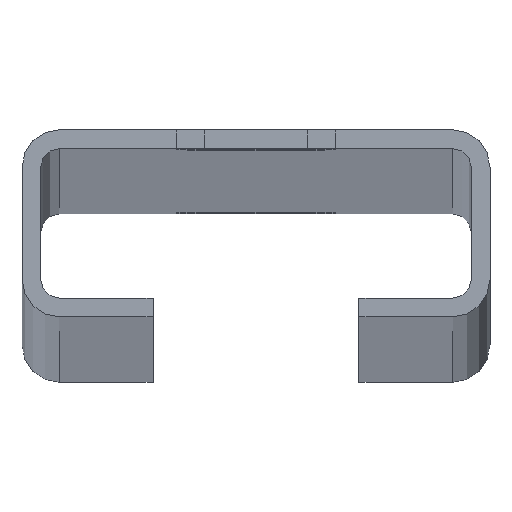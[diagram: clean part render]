
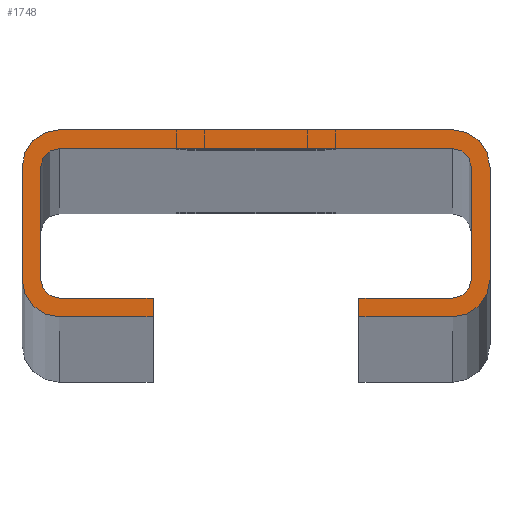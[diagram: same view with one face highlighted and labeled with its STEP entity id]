
A CAD part, top view. The second image highlights one B-rep face of the part: STEP entity #1748.
In plain terms, the highlighted planar face has unit normal (0, 0, 1).
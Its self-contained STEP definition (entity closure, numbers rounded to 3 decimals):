
#601=DIRECTION('',(1.,0.,0.));
#602=VECTOR('',#601,5.);
#603=CARTESIAN_POINT('',(5.5,-10.,1000.));
#604=LINE('',#603,#602);
#605=DIRECTION('',(0.,-1.,0.));
#606=VECTOR('',#605,1.);
#607=CARTESIAN_POINT('',(5.5,-9.,1000.));
#608=LINE('',#607,#606);
#609=DIRECTION('',(-1.,0.,0.));
#610=VECTOR('',#609,5.);
#611=CARTESIAN_POINT('',(10.5,-9.,1000.));
#612=LINE('',#611,#610);
#613=CARTESIAN_POINT('',(10.5,-8.,1000.));
#614=DIRECTION('',(0.,0.,-1.));
#615=DIRECTION('',(1.,0.,0.));
#616=AXIS2_PLACEMENT_3D('',#613,#614,#615);
#618=DIRECTION('',(0.,-1.,0.));
#619=VECTOR('',#618,6.);
#620=CARTESIAN_POINT('',(11.5,-2.,1000.));
#621=LINE('',#620,#619);
#622=CARTESIAN_POINT('',(10.5,-2.,1000.));
#623=DIRECTION('',(0.,0.,-1.));
#624=DIRECTION('',(0.,1.,0.));
#625=AXIS2_PLACEMENT_3D('',#622,#623,#624);
#627=DIRECTION('',(1.,0.,0.));
#628=VECTOR('',#627,21.);
#629=CARTESIAN_POINT('',(-10.5,-1.,1000.));
#630=LINE('',#629,#628);
#631=CARTESIAN_POINT('',(-10.5,-2.,1000.));
#632=DIRECTION('',(0.,0.,-1.));
#633=DIRECTION('',(-1.,0.,0.));
#634=AXIS2_PLACEMENT_3D('',#631,#632,#633);
#636=DIRECTION('',(0.,1.,0.));
#637=VECTOR('',#636,6.);
#638=CARTESIAN_POINT('',(-11.5,-8.,1000.));
#639=LINE('',#638,#637);
#640=CARTESIAN_POINT('',(-10.5,-8.,1000.));
#641=DIRECTION('',(0.,0.,-1.));
#642=DIRECTION('',(0.,-1.,0.));
#643=AXIS2_PLACEMENT_3D('',#640,#641,#642);
#645=DIRECTION('',(-1.,0.,0.));
#646=VECTOR('',#645,5.);
#647=CARTESIAN_POINT('',(-5.5,-9.,1000.));
#648=LINE('',#647,#646);
#649=DIRECTION('',(0.,1.,0.));
#650=VECTOR('',#649,1.);
#651=CARTESIAN_POINT('',(-5.5,-10.,1000.));
#652=LINE('',#651,#650);
#653=DIRECTION('',(1.,0.,0.));
#654=VECTOR('',#653,5.);
#655=CARTESIAN_POINT('',(-10.5,-10.,1000.));
#656=LINE('',#655,#654);
#657=CARTESIAN_POINT('',(-10.5,-8.,1000.));
#658=DIRECTION('',(0.,0.,1.));
#659=DIRECTION('',(-1.,0.,0.));
#660=AXIS2_PLACEMENT_3D('',#657,#658,#659);
#662=DIRECTION('',(0.,-1.,0.));
#663=VECTOR('',#662,6.);
#664=CARTESIAN_POINT('',(-12.5,-2.,1000.));
#665=LINE('',#664,#663);
#666=CARTESIAN_POINT('',(-10.5,-2.,1000.));
#667=DIRECTION('',(0.,0.,1.));
#668=DIRECTION('',(0.,1.,0.));
#669=AXIS2_PLACEMENT_3D('',#666,#667,#668);
#671=DIRECTION('',(-1.,0.,0.));
#672=VECTOR('',#671,21.);
#673=CARTESIAN_POINT('',(10.5,0.,1000.));
#674=LINE('',#673,#672);
#675=CARTESIAN_POINT('',(10.5,-2.,1000.));
#676=DIRECTION('',(0.,0.,1.));
#677=DIRECTION('',(1.,0.,0.));
#678=AXIS2_PLACEMENT_3D('',#675,#676,#677);
#680=DIRECTION('',(0.,1.,0.));
#681=VECTOR('',#680,6.);
#682=CARTESIAN_POINT('',(12.5,-8.,1000.));
#683=LINE('',#682,#681);
#684=CARTESIAN_POINT('',(10.5,-8.,1000.));
#685=DIRECTION('',(0.,0.,1.));
#686=DIRECTION('',(0.,-1.,0.));
#687=AXIS2_PLACEMENT_3D('',#684,#685,#686);
#921=CARTESIAN_POINT('',(5.5,-10.,1000.));
#922=CARTESIAN_POINT('',(10.5,-10.,1000.));
#923=VERTEX_POINT('',#921);
#924=VERTEX_POINT('',#922);
#925=CARTESIAN_POINT('',(12.5,-8.,1000.));
#926=VERTEX_POINT('',#925);
#927=CARTESIAN_POINT('',(12.5,-2.,1000.));
#928=VERTEX_POINT('',#927);
#929=CARTESIAN_POINT('',(10.5,0.,1000.));
#930=VERTEX_POINT('',#929);
#931=CARTESIAN_POINT('',(-10.5,0.,1000.));
#932=VERTEX_POINT('',#931);
#933=CARTESIAN_POINT('',(-12.5,-2.,1000.));
#934=VERTEX_POINT('',#933);
#935=CARTESIAN_POINT('',(-12.5,-8.,1000.));
#936=VERTEX_POINT('',#935);
#937=CARTESIAN_POINT('',(-10.5,-10.,1000.));
#938=VERTEX_POINT('',#937);
#939=CARTESIAN_POINT('',(-5.5,-10.,1000.));
#940=VERTEX_POINT('',#939);
#941=CARTESIAN_POINT('',(-5.5,-9.,1000.));
#942=VERTEX_POINT('',#941);
#943=CARTESIAN_POINT('',(-10.5,-9.,1000.));
#944=VERTEX_POINT('',#943);
#945=CARTESIAN_POINT('',(-11.5,-8.,1000.));
#946=VERTEX_POINT('',#945);
#947=CARTESIAN_POINT('',(-11.5,-2.,1000.));
#948=VERTEX_POINT('',#947);
#949=CARTESIAN_POINT('',(-10.5,-1.,1000.));
#950=VERTEX_POINT('',#949);
#951=CARTESIAN_POINT('',(10.5,-1.,1000.));
#952=VERTEX_POINT('',#951);
#953=CARTESIAN_POINT('',(11.5,-2.,1000.));
#954=VERTEX_POINT('',#953);
#955=CARTESIAN_POINT('',(11.5,-8.,1000.));
#956=VERTEX_POINT('',#955);
#957=CARTESIAN_POINT('',(10.5,-9.,1000.));
#958=VERTEX_POINT('',#957);
#959=CARTESIAN_POINT('',(5.5,-9.,1000.));
#960=VERTEX_POINT('',#959);
#1721=CARTESIAN_POINT('',(0.,0.,1000.));
#1722=DIRECTION('',(0.,0.,1.));
#1723=DIRECTION('',(1.,0.,0.));
#1724=AXIS2_PLACEMENT_3D('',#1721,#1722,#1723);
#1725=PLANE('',#1724);
#1726=ORIENTED_EDGE('',*,*,#1209,.F.);
#1727=ORIENTED_EDGE('',*,*,#1224,.F.);
#1728=ORIENTED_EDGE('',*,*,#1238,.F.);
#1729=ORIENTED_EDGE('',*,*,#1252,.F.);
#1730=ORIENTED_EDGE('',*,*,#1266,.F.);
#1731=ORIENTED_EDGE('',*,*,#1280,.F.);
#1732=ORIENTED_EDGE('',*,*,#1294,.F.);
#1733=ORIENTED_EDGE('',*,*,#1428,.F.);
#1734=ORIENTED_EDGE('',*,*,#1442,.F.);
#1735=ORIENTED_EDGE('',*,*,#1456,.F.);
#1736=ORIENTED_EDGE('',*,*,#1470,.F.);
#1737=ORIENTED_EDGE('',*,*,#1484,.F.);
#1738=ORIENTED_EDGE('',*,*,#1498,.F.);
#1739=ORIENTED_EDGE('',*,*,#1512,.F.);
#1740=ORIENTED_EDGE('',*,*,#1526,.F.);
#1741=ORIENTED_EDGE('',*,*,#1540,.F.);
#1742=ORIENTED_EDGE('',*,*,#1554,.F.);
#1743=ORIENTED_EDGE('',*,*,#1688,.F.);
#1744=ORIENTED_EDGE('',*,*,#1702,.F.);
#1745=ORIENTED_EDGE('',*,*,#1715,.F.);
#1746=EDGE_LOOP('',(#1726,#1727,#1728,#1729,#1730,#1731,#1732,#1733,#1734,#1735,
#1736,#1737,#1738,#1739,#1740,#1741,#1742,#1743,#1744,#1745));
#1747=FACE_OUTER_BOUND('',#1746,.F.);
#1748=ADVANCED_FACE('',(#1747),#1725,.T.);
#617=CIRCLE('',#616,1.);
#626=CIRCLE('',#625,1.);
#635=CIRCLE('',#634,1.);
#644=CIRCLE('',#643,1.);
#661=CIRCLE('',#660,2.);
#670=CIRCLE('',#669,2.);
#679=CIRCLE('',#678,2.);
#688=CIRCLE('',#687,2.);
#1209=EDGE_CURVE('',#923,#924,#604,.T.);
#1224=EDGE_CURVE('',#960,#923,#608,.T.);
#1238=EDGE_CURVE('',#958,#960,#612,.T.);
#1252=EDGE_CURVE('',#956,#958,#617,.T.);
#1266=EDGE_CURVE('',#954,#956,#621,.T.);
#1280=EDGE_CURVE('',#952,#954,#626,.T.);
#1294=EDGE_CURVE('',#950,#952,#630,.T.);
#1428=EDGE_CURVE('',#948,#950,#635,.T.);
#1442=EDGE_CURVE('',#946,#948,#639,.T.);
#1456=EDGE_CURVE('',#944,#946,#644,.T.);
#1470=EDGE_CURVE('',#942,#944,#648,.T.);
#1484=EDGE_CURVE('',#940,#942,#652,.T.);
#1498=EDGE_CURVE('',#938,#940,#656,.T.);
#1512=EDGE_CURVE('',#936,#938,#661,.T.);
#1526=EDGE_CURVE('',#934,#936,#665,.T.);
#1540=EDGE_CURVE('',#932,#934,#670,.T.);
#1554=EDGE_CURVE('',#930,#932,#674,.T.);
#1688=EDGE_CURVE('',#928,#930,#679,.T.);
#1702=EDGE_CURVE('',#926,#928,#683,.T.);
#1715=EDGE_CURVE('',#924,#926,#688,.T.);
